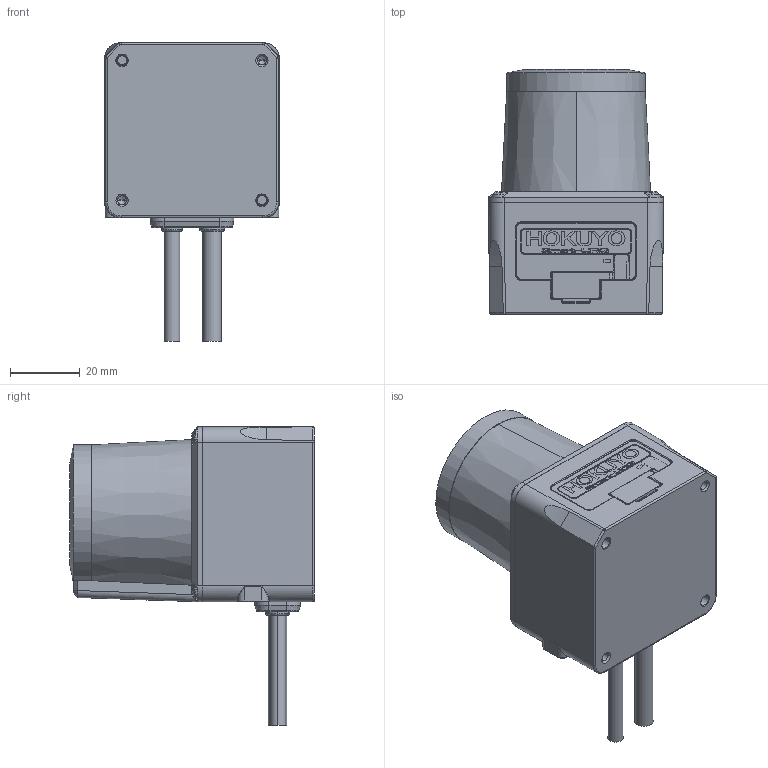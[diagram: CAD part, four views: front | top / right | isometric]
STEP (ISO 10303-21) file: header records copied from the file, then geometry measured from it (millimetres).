
FILE_DESCRIPTION (( 'STEP AP214' ), '1' );
FILE_NAME ('LXƒ‚ƒfƒ‹.STEP', '2015-06-09T09:11:16', ( 'hokuyo' ), ( '' ), 'SwSTEP 2.0', 'SolidWorks 2015', '' );
FILE_SCHEMA (( 'AUTOMOTIVE_DESIGN' ));
Length unit declared in the file: millimetre
Products named in the file (1): LXモデル
Bounding box: 50 x 70 x 85.3 mm (x, y, z)
Volume: 134806.2 mm3; surface area: 20284.2 mm2
Topology: 1 solids, 1 shells, 861 faces, 2269 edges, 1434 vertices
Faces by surface type: plane 356, bspline 238, cylinder 176, cone 42, torus 32, sphere 17
Entity records: 39551 total; most frequent: CARTESIAN_POINT 14738, ORIENTED_EDGE 4502, DIRECTION 3447, EDGE_CURVE 2251, VERTEX_POINT 1434, VECTOR 1173, LINE 1173, AXIS2_PLACEMENT_3D 1137
